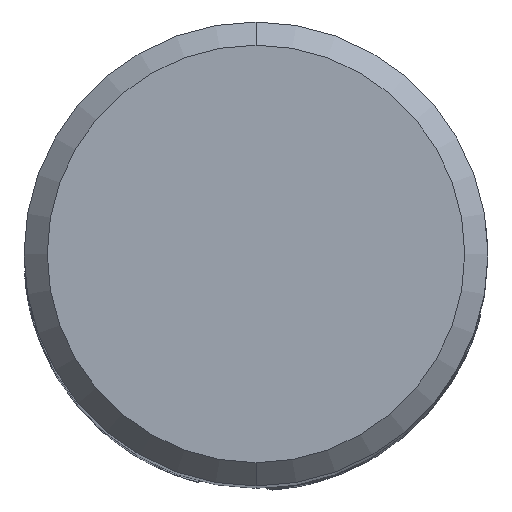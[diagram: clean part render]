
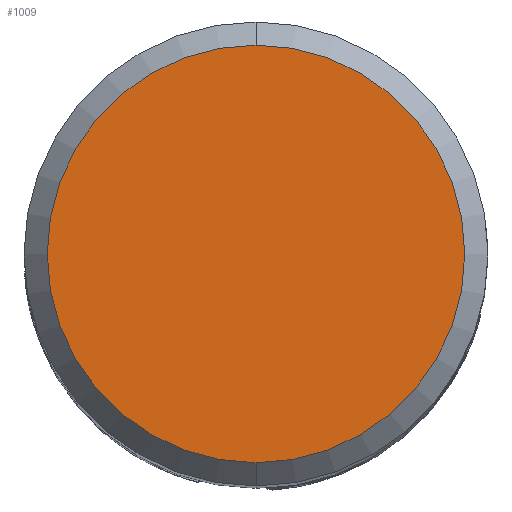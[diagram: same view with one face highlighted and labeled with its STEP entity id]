
A CAD part, top view. The second image highlights one B-rep face of the part: STEP entity #1009.
In plain terms, the highlighted planar face has unit normal (0, 0, 1).
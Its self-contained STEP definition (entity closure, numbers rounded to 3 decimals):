
#985=EDGE_CURVE('',#1811,#1915,#2425,.T.);
#1009=ADVANCED_FACE('',(#2452),#2453,.T.);
#1811=VERTEX_POINT('',#3328);
#1915=VERTEX_POINT('',#3442);
#2041=EDGE_CURVE('',#1915,#1811,#3582,.T.);
#2425=CIRCLE('',#4945,7.2);
#2452=FACE_OUTER_BOUND('',#4992,.T.);
#2453=PLANE('',#4993);
#3328=CARTESIAN_POINT('',(0.0,7.2,0.0));
#3442=CARTESIAN_POINT('',(0.,-7.2,0.0));
#3582=CIRCLE('',#12060,7.2);
#4945=AXIS2_PLACEMENT_3D('',#13123,#13124,#13125);
#4992=EDGE_LOOP('',(#13183,#13184));
#4993=AXIS2_PLACEMENT_3D('',#13185,#13186,#13187);
#12060=AXIS2_PLACEMENT_3D('',#14420,#14421,#14422);
#13123=CARTESIAN_POINT('',(0.0,0.0,0.0));
#13124=DIRECTION('',(0.0,0.0,-1.0));
#13125=DIRECTION('',(0.0,1.0,0.0));
#13183=ORIENTED_EDGE('',*,*,#985,.F.);
#13184=ORIENTED_EDGE('',*,*,#2041,.F.);
#13185=CARTESIAN_POINT('',(0.0,3.6,0.0));
#13186=DIRECTION('',(-0.0,0.0,1.0));
#13187=DIRECTION('',(0.0,-1.0,0.0));
#14420=CARTESIAN_POINT('',(0.0,0.0,0.0));
#14421=DIRECTION('',(0.0,0.0,-1.0));
#14422=DIRECTION('',(0.0,1.0,0.0));
